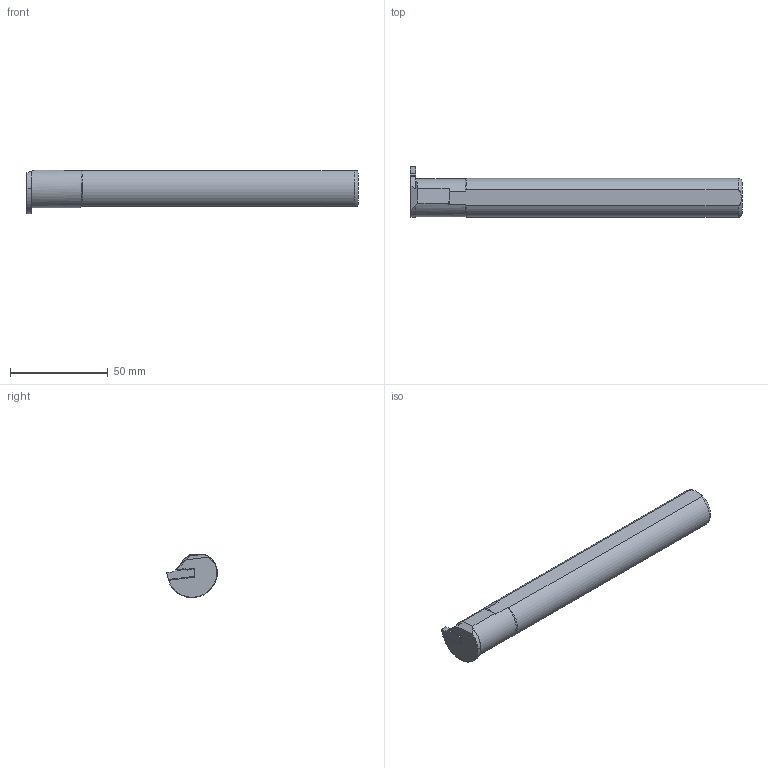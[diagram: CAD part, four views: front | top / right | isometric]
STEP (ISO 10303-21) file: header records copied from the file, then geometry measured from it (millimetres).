
FILE_DESCRIPTION(/* description */ (''),/* implementation_level */ '2;1');
FILE_NAME(/* name */ 'AIKT-RD-L-20-3-T6.stp',/* time_stamp */ '2023-10-13T20:47:14+03:00',/* author */ (''),/* organization */ (''),/* preprocessor_version */ 'ST-DEVELOPER v19.4',/* originating_system */ 'SIEMENS PLM Software NX2306.3001',/* authorisation */ '');
FILE_SCHEMA (('AUTOMOTIVE_DESIGN { 1 0 10303 214 3 1 1 1 }'));
Length unit declared in the file: millimetre
Products named in the file (1): AIKT-RD-R-20-3-T6_objects
Bounding box: 170 x 26 x 22.15 mm (x, y, z)
Volume: 51680.1 mm3; surface area: 11579.4 mm2
Topology: 2 solids, 2 shells, 43 faces, 112 edges, 73 vertices
Faces by surface type: plane 32, cylinder 6, cone 4, torus 1
Entity records: 1363 total; most frequent: CARTESIAN_POINT 270, ORIENTED_EDGE 220, DIRECTION 216, EDGE_CURVE 110, LINE 76, VECTOR 76, VERTEX_POINT 72, AXIS2_PLACEMENT_3D 70
